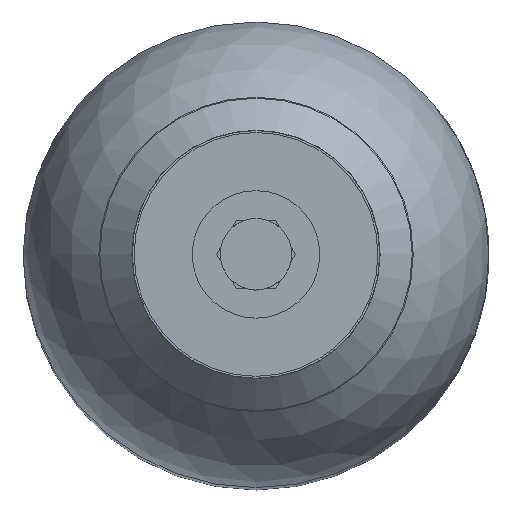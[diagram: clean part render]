
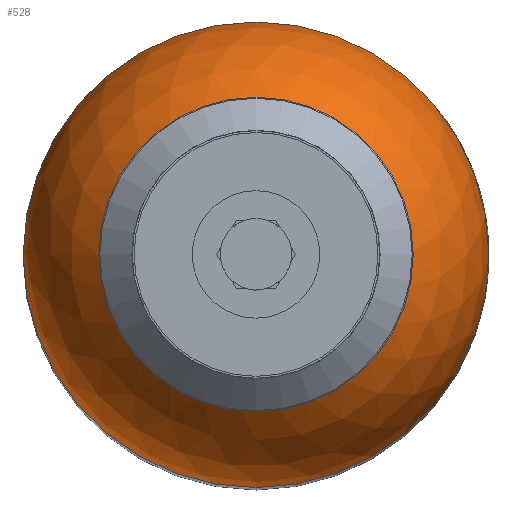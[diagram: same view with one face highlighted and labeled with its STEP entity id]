
A CAD part, top view. The second image highlights one B-rep face of the part: STEP entity #528.
In plain terms, the highlighted spherical face has radius 109.55 mm.
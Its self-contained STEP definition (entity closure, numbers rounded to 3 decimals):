
#528 = ADVANCED_FACE( '', ( #1164, #1165 ), #1166, .T. );
#1164 = FACE_OUTER_BOUND( '', #1920, .T. );
#1165 = FACE_OUTER_BOUND( '', #1921, .T. );
#1166 = SPHERICAL_SURFACE( '', #1922, 109.55 );
#1920 = EDGE_LOOP( '', ( #3789 ) );
#1921 = EDGE_LOOP( '', ( #3790 ) );
#1922 = AXIS2_PLACEMENT_3D( '', #3791, #3792, #3793 );
#3789 = ORIENTED_EDGE( '', *, *, #5264, .F. );
#3790 = ORIENTED_EDGE( '', *, *, #5009, .T. );
#3791 = CARTESIAN_POINT( '', ( 0., 0., 334.788 ) );
#3792 = DIRECTION( '', ( 0., 0., -1. ) );
#3793 = DIRECTION( '', ( -1., 0., 0. ) );
#5009 = EDGE_CURVE( '', #5909, #5909, #5910, .T. );
#5264 = EDGE_CURVE( '', #6276, #6276, #6277, .T. );
#5909 = VERTEX_POINT( '', #7854 );
#5910 = CIRCLE( '', #7855, 30. );
#6276 = VERTEX_POINT( '', #9137 );
#6277 = CIRCLE( '', #9138, 109.55 );
#7854 = CARTESIAN_POINT( '', ( -30., 0., 440.15 ) );
#7855 = AXIS2_PLACEMENT_3D( '', #10078, #10079, #10080 );
#9137 = CARTESIAN_POINT( '', ( -109.55, 0., 334.788 ) );
#9138 = AXIS2_PLACEMENT_3D( '', #10404, #10405, #10406 );
#10078 = CARTESIAN_POINT( '', ( 0., 0., 440.15 ) );
#10079 = DIRECTION( '', ( 0., 0., -1. ) );
#10080 = DIRECTION( '', ( -1., 0., 0. ) );
#10404 = CARTESIAN_POINT( '', ( 0., 0., 334.788 ) );
#10405 = DIRECTION( '', ( 0., 0., -1. ) );
#10406 = DIRECTION( '', ( -1., 0., 0. ) );
